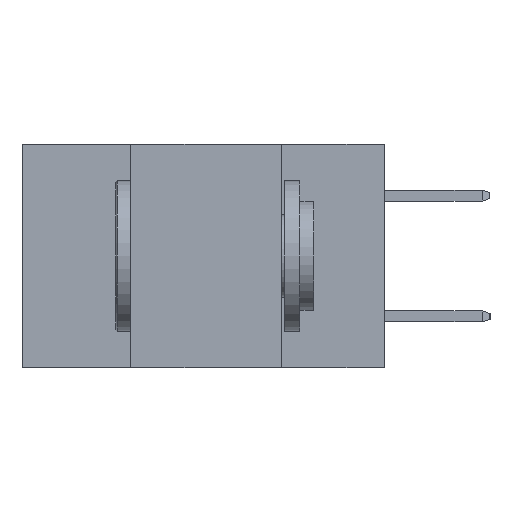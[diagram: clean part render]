
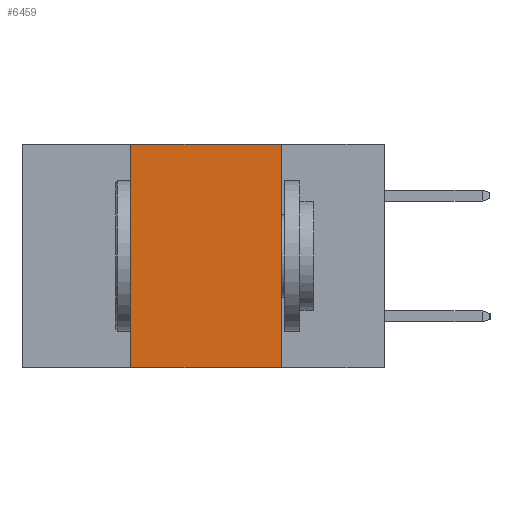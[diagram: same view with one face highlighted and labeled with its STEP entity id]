
A CAD part, left-side view. The second image highlights one B-rep face of the part: STEP entity #6459.
In plain terms, the highlighted planar face has unit normal (-1, 0, 0).
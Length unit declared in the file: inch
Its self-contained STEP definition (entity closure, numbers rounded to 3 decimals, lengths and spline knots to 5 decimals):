
#46 = DIRECTION ( 'NONE',  ( 0., 0., 1. ) ) ;
#1307 = ORIENTED_EDGE ( 'NONE', *, *, #1854, .F. ) ;
#1366 = AXIS2_PLACEMENT_3D ( 'NONE', #6288, #5932, #5863 ) ;
#1754 = DIRECTION ( 'NONE',  ( 0., -1., 0. ) ) ;
#1854 = EDGE_CURVE ( 'NONE', #8130, #13198, #14886, .T. ) ;
#1910 = CARTESIAN_POINT ( 'NONE',  ( 0., 0.6, -0.37 ) ) ;
#2362 = ORIENTED_EDGE ( 'NONE', *, *, #7708, .F. ) ;
#3388 = LINE ( 'NONE', #9404, #9837 ) ;
#3630 = VECTOR ( 'NONE', #1754, 39.37008 ) ;
#3710 = LINE ( 'NONE', #8142, #12757 ) ;
#4648 = EDGE_CURVE ( 'NONE', #12300, #11503, #3388, .T. ) ;
#5438 = CARTESIAN_POINT ( 'NONE',  ( 0., 0.42, -0.37 ) ) ;
#5817 = VECTOR ( 'NONE', #46, 39.37008 ) ;
#5863 = DIRECTION ( 'NONE',  ( 0., 0., -1. ) ) ;
#5895 = EDGE_LOOP ( 'NONE', ( #12796, #2362, #1307, #11093 ) ) ;
#5932 = DIRECTION ( 'NONE',  ( 1., 0., 0. ) ) ;
#5942 = PLANE ( 'NONE',  #1366 ) ;
#6288 = CARTESIAN_POINT ( 'NONE',  ( 0., 0.6, 0. ) ) ;
#6459 = ADVANCED_FACE ( 'NONE', ( #7563 ), #5942, .F. ) ;
#7016 = CARTESIAN_POINT ( 'NONE',  ( 0., 0.17, 0. ) ) ;
#7563 = FACE_OUTER_BOUND ( 'NONE', #5895, .T. ) ;
#7708 = EDGE_CURVE ( 'NONE', #13198, #12300, #3710, .T. ) ;
#8064 = CARTESIAN_POINT ( 'NONE',  ( 0., 0.42, 0. ) ) ;
#8130 = VERTEX_POINT ( 'NONE', #5438 ) ;
#8142 = CARTESIAN_POINT ( 'NONE',  ( 0., 0.6, 0. ) ) ;
#8164 = DIRECTION ( 'NONE',  ( 0., -1., 0. ) ) ;
#8856 = CARTESIAN_POINT ( 'NONE',  ( 0., 0.17, -0.37 ) ) ;
#9321 = DIRECTION ( 'NONE',  ( 0., 0., -1. ) ) ;
#9404 = CARTESIAN_POINT ( 'NONE',  ( 0., 0.17, -0.37 ) ) ;
#9837 = VECTOR ( 'NONE', #9321, 39.37008 ) ;
#10096 = EDGE_CURVE ( 'NONE', #8130, #11503, #13028, .T. ) ;
#11093 = ORIENTED_EDGE ( 'NONE', *, *, #10096, .T. ) ;
#11503 = VERTEX_POINT ( 'NONE', #8856 ) ;
#12300 = VERTEX_POINT ( 'NONE', #7016 ) ;
#12757 = VECTOR ( 'NONE', #8164, 39.37008 ) ;
#12796 = ORIENTED_EDGE ( 'NONE', *, *, #4648, .F. ) ;
#13028 = LINE ( 'NONE', #1910, #3630 ) ;
#13104 = CARTESIAN_POINT ( 'NONE',  ( 0., 0.42, -0.37 ) ) ;
#13198 = VERTEX_POINT ( 'NONE', #8064 ) ;
#14886 = LINE ( 'NONE', #13104, #5817 ) ;
